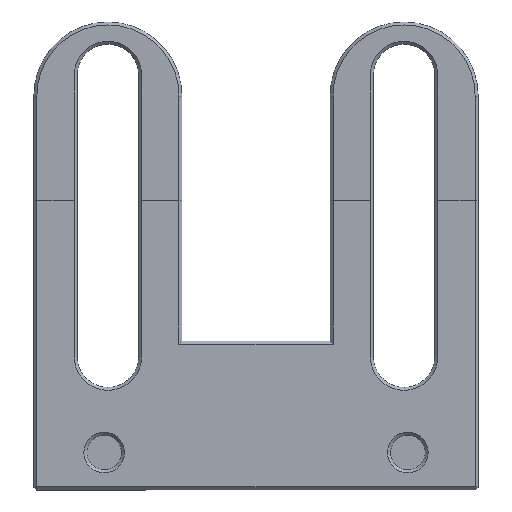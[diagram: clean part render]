
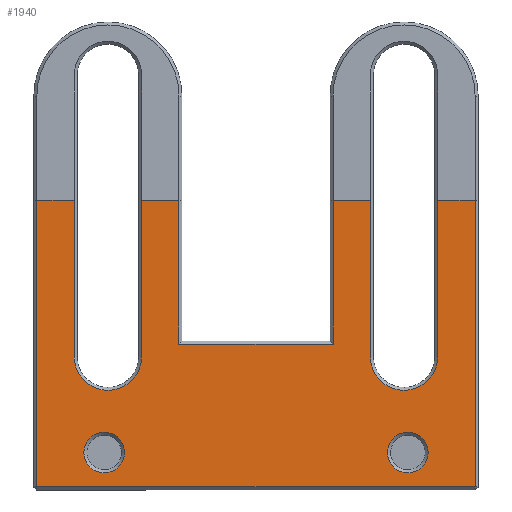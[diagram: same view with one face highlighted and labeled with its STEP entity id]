
A CAD part, top view. The second image highlights one B-rep face of the part: STEP entity #1940.
In plain terms, the highlighted planar face has unit normal (0, 0, 1).
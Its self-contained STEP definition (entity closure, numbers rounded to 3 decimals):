
#13=FACE_BOUND('',#263,.T.);
#14=FACE_BOUND('',#264,.T.);
#69=CIRCLE('',#2095,4.55);
#70=CIRCLE('',#2096,4.55);
#71=CIRCLE('',#2097,2.75);
#72=CIRCLE('',#2098,2.75);
#146=FACE_OUTER_BOUND('',#262,.T.);
#262=EDGE_LOOP('',(#1467,#1468,#1469,#1470,#1471,#1472,#1473,#1474,#1475,
#1476,#1477,#1478,#1479,#1480,#1481,#1482));
#263=EDGE_LOOP('',(#1483));
#264=EDGE_LOOP('',(#1484));
#423=LINE('',#2975,#655);
#431=LINE('',#2992,#663);
#432=LINE('',#2994,#664);
#433=LINE('',#2998,#665);
#434=LINE('',#3000,#666);
#435=LINE('',#3002,#667);
#436=LINE('',#3004,#668);
#437=LINE('',#3006,#669);
#438=LINE('',#3008,#670);
#439=LINE('',#3010,#671);
#440=LINE('',#3013,#672);
#441=LINE('',#3015,#673);
#442=LINE('',#3017,#674);
#443=LINE('',#3018,#675);
#655=VECTOR('',#2409,10.);
#663=VECTOR('',#2419,10.);
#664=VECTOR('',#2420,10.);
#665=VECTOR('',#2423,10.);
#666=VECTOR('',#2424,10.);
#667=VECTOR('',#2425,10.);
#668=VECTOR('',#2426,10.);
#669=VECTOR('',#2427,10.);
#670=VECTOR('',#2428,10.);
#671=VECTOR('',#2429,10.);
#672=VECTOR('',#2432,10.);
#673=VECTOR('',#2433,10.);
#674=VECTOR('',#2434,10.);
#675=VECTOR('',#2435,10.);
#863=VERTEX_POINT('',#2973);
#864=VERTEX_POINT('',#2974);
#871=VERTEX_POINT('',#2990);
#872=VERTEX_POINT('',#2991);
#873=VERTEX_POINT('',#2993);
#874=VERTEX_POINT('',#2995);
#875=VERTEX_POINT('',#2997);
#876=VERTEX_POINT('',#2999);
#877=VERTEX_POINT('',#3001);
#878=VERTEX_POINT('',#3003);
#879=VERTEX_POINT('',#3005);
#880=VERTEX_POINT('',#3007);
#881=VERTEX_POINT('',#3009);
#882=VERTEX_POINT('',#3011);
#883=VERTEX_POINT('',#3014);
#884=VERTEX_POINT('',#3016);
#885=VERTEX_POINT('',#3019);
#886=VERTEX_POINT('',#3021);
#1075=EDGE_CURVE('',#863,#864,#423,.T.);
#1083=EDGE_CURVE('',#871,#872,#431,.T.);
#1084=EDGE_CURVE('',#873,#872,#432,.T.);
#1085=EDGE_CURVE('',#874,#873,#69,.T.);
#1086=EDGE_CURVE('',#875,#874,#433,.T.);
#1087=EDGE_CURVE('',#875,#876,#434,.T.);
#1088=EDGE_CURVE('',#877,#876,#435,.T.);
#1089=EDGE_CURVE('',#878,#877,#436,.T.);
#1090=EDGE_CURVE('',#879,#878,#437,.T.);
#1091=EDGE_CURVE('',#879,#880,#438,.T.);
#1092=EDGE_CURVE('',#881,#880,#439,.T.);
#1093=EDGE_CURVE('',#882,#881,#70,.T.);
#1094=EDGE_CURVE('',#863,#882,#440,.T.);
#1095=EDGE_CURVE('',#883,#864,#441,.T.);
#1096=EDGE_CURVE('',#884,#883,#442,.T.);
#1097=EDGE_CURVE('',#871,#884,#443,.T.);
#1098=EDGE_CURVE('',#885,#885,#71,.T.);
#1099=EDGE_CURVE('',#886,#886,#72,.T.);
#1467=ORIENTED_EDGE('',*,*,#1083,.T.);
#1468=ORIENTED_EDGE('',*,*,#1084,.F.);
#1469=ORIENTED_EDGE('',*,*,#1085,.F.);
#1470=ORIENTED_EDGE('',*,*,#1086,.F.);
#1471=ORIENTED_EDGE('',*,*,#1087,.T.);
#1472=ORIENTED_EDGE('',*,*,#1088,.F.);
#1473=ORIENTED_EDGE('',*,*,#1089,.F.);
#1474=ORIENTED_EDGE('',*,*,#1090,.F.);
#1475=ORIENTED_EDGE('',*,*,#1091,.T.);
#1476=ORIENTED_EDGE('',*,*,#1092,.F.);
#1477=ORIENTED_EDGE('',*,*,#1093,.F.);
#1478=ORIENTED_EDGE('',*,*,#1094,.F.);
#1479=ORIENTED_EDGE('',*,*,#1075,.T.);
#1480=ORIENTED_EDGE('',*,*,#1095,.F.);
#1481=ORIENTED_EDGE('',*,*,#1096,.F.);
#1482=ORIENTED_EDGE('',*,*,#1097,.F.);
#1483=ORIENTED_EDGE('',*,*,#1098,.F.);
#1484=ORIENTED_EDGE('',*,*,#1099,.F.);
#1844=PLANE('',#2094);
#1940=ADVANCED_FACE('',(#146,#13,#14),#1844,.T.);
#2094=AXIS2_PLACEMENT_3D('',#2989,#2417,#2418);
#2095=AXIS2_PLACEMENT_3D('',#2996,#2421,#2422);
#2096=AXIS2_PLACEMENT_3D('',#3012,#2430,#2431);
#2097=AXIS2_PLACEMENT_3D('',#3020,#2436,#2437);
#2098=AXIS2_PLACEMENT_3D('',#3022,#2438,#2439);
#2409=DIRECTION('',(-1.,0.,0.));
#2417=DIRECTION('center_axis',(0.,0.,1.));
#2418=DIRECTION('ref_axis',(1.,0.,0.));
#2419=DIRECTION('',(-1.,0.,0.));
#2420=DIRECTION('',(0.,1.,0.));
#2421=DIRECTION('center_axis',(0.,0.,1.));
#2422=DIRECTION('ref_axis',(-1.,0.,0.));
#2423=DIRECTION('',(0.,-1.,0.));
#2424=DIRECTION('',(-1.,0.,0.));
#2425=DIRECTION('',(0.,1.,0.));
#2426=DIRECTION('',(-1.,0.,0.));
#2427=DIRECTION('',(0.,-1.,0.));
#2428=DIRECTION('',(-1.,0.,0.));
#2429=DIRECTION('',(0.,1.,0.));
#2430=DIRECTION('center_axis',(0.,0.,1.));
#2431=DIRECTION('ref_axis',(-1.,0.,0.));
#2432=DIRECTION('',(0.,-1.,0.));
#2433=DIRECTION('',(0.,1.,0.));
#2434=DIRECTION('',(1.,0.,0.));
#2435=DIRECTION('',(0.,-1.,0.));
#2436=DIRECTION('center_axis',(0.,0.,1.));
#2437=DIRECTION('ref_axis',(-1.,0.,0.));
#2438=DIRECTION('center_axis',(0.,0.,1.));
#2439=DIRECTION('ref_axis',(-1.,0.,0.));
#2973=CARTESIAN_POINT('',(65.432,46.711,5.));
#2974=CARTESIAN_POINT('',(60.382,46.711,5.));
#2975=CARTESIAN_POINT('',(24.991,46.711,5.));
#2989=CARTESIAN_POINT('Origin',(49.982,29.663,5.));
#2990=CARTESIAN_POINT('',(39.582,46.711,5.));
#2991=CARTESIAN_POINT('',(34.532,46.711,5.));
#2992=CARTESIAN_POINT('',(24.991,46.711,5.));
#2993=CARTESIAN_POINT('',(34.532,25.611,5.));
#2994=CARTESIAN_POINT('',(34.532,27.637,5.));
#2995=CARTESIAN_POINT('',(25.432,25.611,5.));
#2996=CARTESIAN_POINT('Origin',(29.982,25.611,5.));
#2997=CARTESIAN_POINT('',(25.432,46.711,5.));
#2998=CARTESIAN_POINT('',(25.432,41.662,5.));
#2999=CARTESIAN_POINT('',(20.382,46.711,5.));
#3000=CARTESIAN_POINT('',(24.991,46.711,5.));
#3001=CARTESIAN_POINT('',(20.382,8.011,5.));
#3002=CARTESIAN_POINT('',(20.382,40.237,5.));
#3003=CARTESIAN_POINT('',(79.582,8.011,5.));
#3004=CARTESIAN_POINT('',(34.982,8.011,5.));
#3005=CARTESIAN_POINT('',(79.582,46.711,5.));
#3006=CARTESIAN_POINT('',(79.582,18.637,5.));
#3007=CARTESIAN_POINT('',(74.532,46.711,5.));
#3008=CARTESIAN_POINT('',(24.991,46.711,5.));
#3009=CARTESIAN_POINT('',(74.532,25.611,5.));
#3010=CARTESIAN_POINT('',(74.532,27.637,5.));
#3011=CARTESIAN_POINT('',(65.432,25.611,5.));
#3012=CARTESIAN_POINT('Origin',(69.982,25.611,5.));
#3013=CARTESIAN_POINT('',(65.432,41.662,5.));
#3014=CARTESIAN_POINT('',(60.382,27.311,5.));
#3015=CARTESIAN_POINT('',(60.382,40.237,5.));
#3016=CARTESIAN_POINT('',(39.582,27.311,5.));
#3017=CARTESIAN_POINT('',(44.982,27.311,5.));
#3018=CARTESIAN_POINT('',(39.582,23.687,5.));
#3019=CARTESIAN_POINT('',(32.232,12.661,5.));
#3020=CARTESIAN_POINT('Origin',(29.482,12.661,5.));
#3021=CARTESIAN_POINT('',(73.232,12.661,5.));
#3022=CARTESIAN_POINT('Origin',(70.482,12.661,5.));
